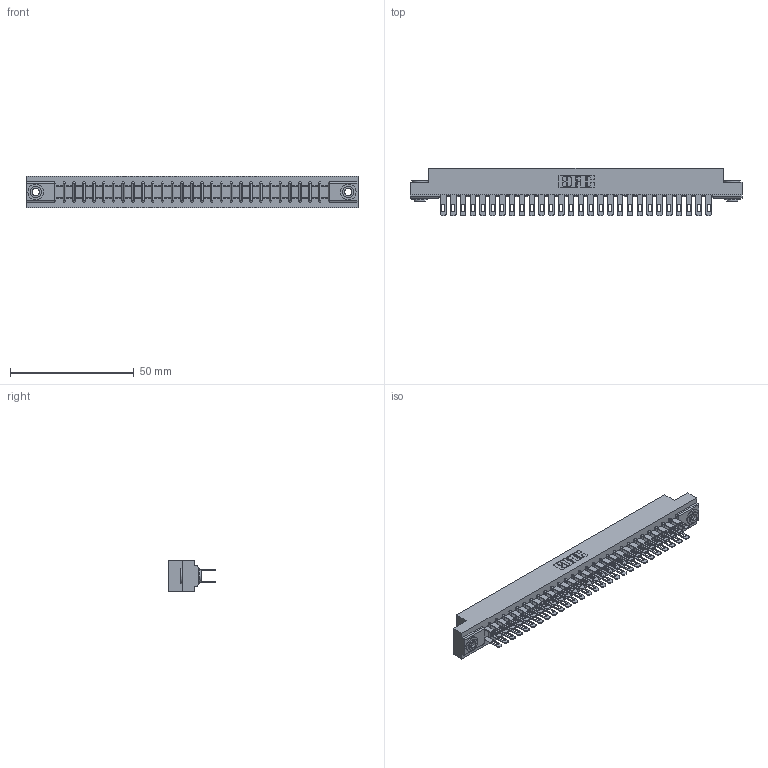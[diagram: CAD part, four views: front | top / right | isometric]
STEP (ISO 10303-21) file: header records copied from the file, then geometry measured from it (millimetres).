
FILE_DESCRIPTION (( 'STEP AP203' ), '1' );
FILE_NAME ('357-056-500-203.STEP', '2019-09-19T04:25:25', ( '' ), ( '' ), 'SwSTEP 2.0', 'SolidWorks 2016', '' );
FILE_SCHEMA (( 'CONFIG_CONTROL_DESIGN' ));
Length unit declared in the file: inch
Products named in the file (4): 307 Part_.156 Dia Mounting Holes; 345-250-002_345-250-002-102; 307-290-001_500; 357-056-500-203
Assembly tree (59 placements, depth 2):
  357-056-500-203
    307 Part_.156 Dia Mounting Holes
    307-290-001_500  x56
    345-250-002_345-250-002-102  x2
Bounding box: 133.96 x 19.18 x 12.7 mm (x, y, z)
Volume: 14307.6 mm3; surface area: 18365.2 mm2
Topology: 59 solids, 59 shells, 2775 faces, 7715 edges, 4986 vertices
Faces by surface type: plane 1774, cylinder 935, sphere 58, cone 8
Entity records: 27665 total; most frequent: CARTESIAN_POINT 4509, ORIENTED_EDGE 4458, DIRECTION 4439, EDGE_CURVE 2229, VECTOR 1695, LINE 1695, VERTEX_POINT 1442, AXIS2_PLACEMENT_3D 1372
